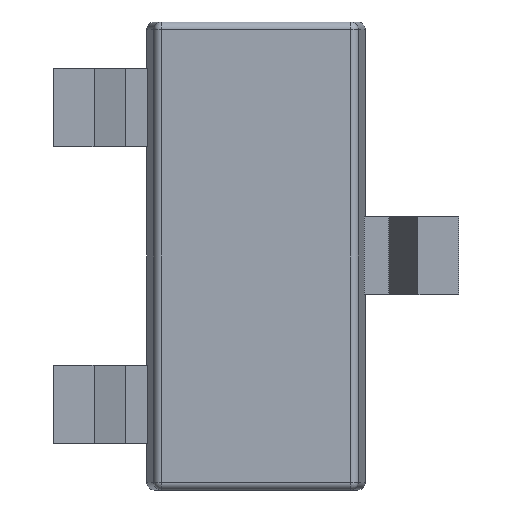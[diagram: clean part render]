
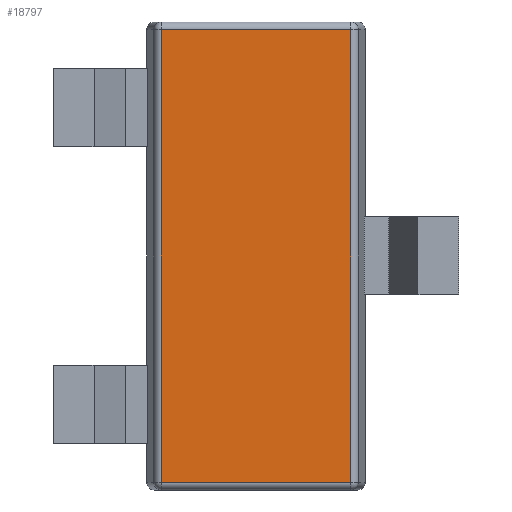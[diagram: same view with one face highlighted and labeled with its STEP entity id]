
A CAD part, front view. The second image highlights one B-rep face of the part: STEP entity #18797.
In plain terms, the highlighted planar face has unit normal (0, -1, 0).
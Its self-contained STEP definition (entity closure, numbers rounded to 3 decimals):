
#4100 = CARTESIAN_POINT ( 'NONE',  ( 1.306, -0.4, 2.95 ) ) ;
#4336 = LINE ( 'NONE', #4389, #4382 ) ;
#4357 = CARTESIAN_POINT ( 'NONE',  ( 1.306, -0.4, 0.05 ) ) ;
#4381 = VECTOR ( 'NONE', #4416, 1000. ) ;
#4382 = VECTOR ( 'NONE', #4387, 1000. ) ;
#4387 = DIRECTION ( 'NONE',  ( -1., 0., 0. ) ) ;
#4389 = CARTESIAN_POINT ( 'NONE',  ( 0.05, -0.4, 2.95 ) ) ;
#4407 = DIRECTION ( 'NONE',  ( 0., 0., 1. ) ) ;
#4408 = VECTOR ( 'NONE', #4407, 1000. ) ;
#4412 = CARTESIAN_POINT ( 'NONE',  ( 1.306, -0.4, 3. ) ) ;
#4413 = LINE ( 'NONE', #4412, #4408 ) ;
#4416 = DIRECTION ( 'NONE',  ( 1., 0., 0. ) ) ;
#4419 = CARTESIAN_POINT ( 'NONE',  ( 0.05, -0.4, 0.05 ) ) ;
#4420 = LINE ( 'NONE', #4419, #4381 ) ;
#6140 = DIRECTION ( 'NONE',  ( 0., 0., -1. ) ) ;
#6141 = VECTOR ( 'NONE', #6140, 1000. ) ;
#6142 = CARTESIAN_POINT ( 'NONE',  ( 0.094, -0.4, 3. ) ) ;
#6162 = LINE ( 'NONE', #6142, #6141 ) ;
#7802 = CARTESIAN_POINT ( 'NONE',  ( 0.094, -0.4, 0.05 ) ) ;
#10002 = AXIS2_PLACEMENT_3D ( 'NONE', #10071, #10070, #10069 ) ;
#10009 = PLANE ( 'NONE',  #10002 ) ;
#10015 = FACE_OUTER_BOUND ( 'NONE', #13565, .T. ) ;
#10069 = DIRECTION ( 'NONE',  ( -1., 0., 0. ) ) ;
#10070 = DIRECTION ( 'NONE',  ( 0., 1., 0. ) ) ;
#10071 = CARTESIAN_POINT ( 'NONE',  ( 0.05, -0.4, 3. ) ) ;
#10072 = CARTESIAN_POINT ( 'NONE',  ( 0.094, -0.4, 2.95 ) ) ;
#12999 = EDGE_CURVE ( 'NONE', #13014, #18798, #4336, .T. ) ;
#13003 = VERTEX_POINT ( 'NONE', #4357 ) ;
#13004 = ORIENTED_EDGE ( 'NONE', *, *, #12999, .T. ) ;
#13006 = ORIENTED_EDGE ( 'NONE', *, *, #13010, .T. ) ;
#13007 = EDGE_CURVE ( 'NONE', #14251, #13003, #4420, .T. ) ;
#13010 = EDGE_CURVE ( 'NONE', #13003, #13014, #4413, .T. ) ;
#13014 = VERTEX_POINT ( 'NONE', #4100 ) ;
#13304 = EDGE_CURVE ( 'NONE', #18798, #14251, #6162, .T. ) ;
#13565 = EDGE_LOOP ( 'NONE', ( #18809, #18799, #13006, #13004 ) ) ;
#14251 = VERTEX_POINT ( 'NONE', #7802 ) ;
#18797 = ADVANCED_FACE ( 'NONE', ( #10015 ), #10009, .F. ) ;
#18798 = VERTEX_POINT ( 'NONE', #10072 ) ;
#18799 = ORIENTED_EDGE ( 'NONE', *, *, #13007, .T. ) ;
#18809 = ORIENTED_EDGE ( 'NONE', *, *, #13304, .T. ) ;
